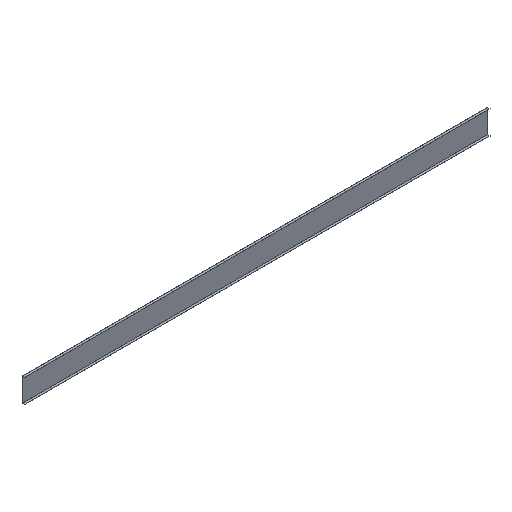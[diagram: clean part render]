
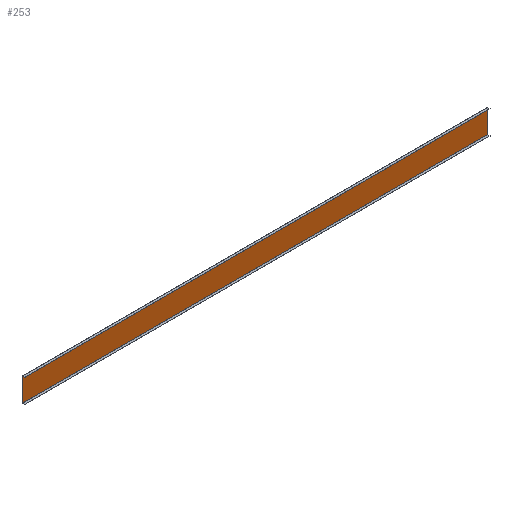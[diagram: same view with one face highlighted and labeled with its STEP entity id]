
A CAD part, isometric view. The second image highlights one B-rep face of the part: STEP entity #253.
In plain terms, the highlighted planar face has unit normal (0, -1, 0).
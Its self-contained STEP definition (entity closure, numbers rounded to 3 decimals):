
#6 = CARTESIAN_POINT ( 'NONE',  ( -1492.5, 0., -1. ) ) ;
#18 = PLANE ( 'NONE',  #338 ) ;
#34 = CARTESIAN_POINT ( 'NONE',  ( -1492.5, 0., 149. ) ) ;
#46 = DIRECTION ( 'NONE',  ( 0., 0., -1. ) ) ;
#52 = LINE ( 'NONE', #98, #267 ) ;
#65 = CARTESIAN_POINT ( 'NONE',  ( 0., 0., -1. ) ) ;
#68 = DIRECTION ( 'NONE',  ( 1., 0., 0. ) ) ;
#79 = EDGE_CURVE ( 'NONE', #198, #84, #202, .T. ) ;
#84 = VERTEX_POINT ( 'NONE', #6 ) ;
#85 = DIRECTION ( 'NONE',  ( 0., 0., -1. ) ) ;
#98 = CARTESIAN_POINT ( 'NONE',  ( 1492.5, 0., 148. ) ) ;
#99 = EDGE_CURVE ( 'NONE', #349, #198, #52, .T. ) ;
#115 = EDGE_CURVE ( 'NONE', #129, #349, #259, .T. ) ;
#118 = VECTOR ( 'NONE', #68, 1000. ) ;
#129 = VERTEX_POINT ( 'NONE', #34 ) ;
#133 = CARTESIAN_POINT ( 'NONE',  ( 1492.5, 0., 149. ) ) ;
#155 = CARTESIAN_POINT ( 'NONE',  ( -1492.5, 0., 148. ) ) ;
#186 = CARTESIAN_POINT ( 'NONE',  ( -1492.5, 0., 148. ) ) ;
#198 = VERTEX_POINT ( 'NONE', #354 ) ;
#202 = LINE ( 'NONE', #65, #341 ) ;
#209 = DIRECTION ( 'NONE',  ( 0., -1., 0. ) ) ;
#218 = LINE ( 'NONE', #186, #353 ) ;
#231 = DIRECTION ( 'NONE',  ( -1., 0., 0. ) ) ;
#234 = CARTESIAN_POINT ( 'NONE',  ( 0., 0., 149. ) ) ;
#235 = ORIENTED_EDGE ( 'NONE', *, *, #115, .F. ) ;
#247 = FACE_OUTER_BOUND ( 'NONE', #357, .T. ) ;
#253 = ADVANCED_FACE ( 'NONE', ( #247 ), #18, .T. ) ;
#259 = LINE ( 'NONE', #234, #118 ) ;
#263 = DIRECTION ( 'NONE',  ( 0., 0., -1. ) ) ;
#267 = VECTOR ( 'NONE', #263, 1000. ) ;
#284 = ORIENTED_EDGE ( 'NONE', *, *, #79, .F. ) ;
#305 = ORIENTED_EDGE ( 'NONE', *, *, #367, .T. ) ;
#310 = ORIENTED_EDGE ( 'NONE', *, *, #99, .F. ) ;
#338 = AXIS2_PLACEMENT_3D ( 'NONE', #155, #209, #46 ) ;
#341 = VECTOR ( 'NONE', #231, 1000. ) ;
#349 = VERTEX_POINT ( 'NONE', #133 ) ;
#353 = VECTOR ( 'NONE', #85, 1000. ) ;
#354 = CARTESIAN_POINT ( 'NONE',  ( 1492.5, 0., -1. ) ) ;
#357 = EDGE_LOOP ( 'NONE', ( #305, #284, #310, #235 ) ) ;
#367 = EDGE_CURVE ( 'NONE', #129, #84, #218, .T. ) ;
